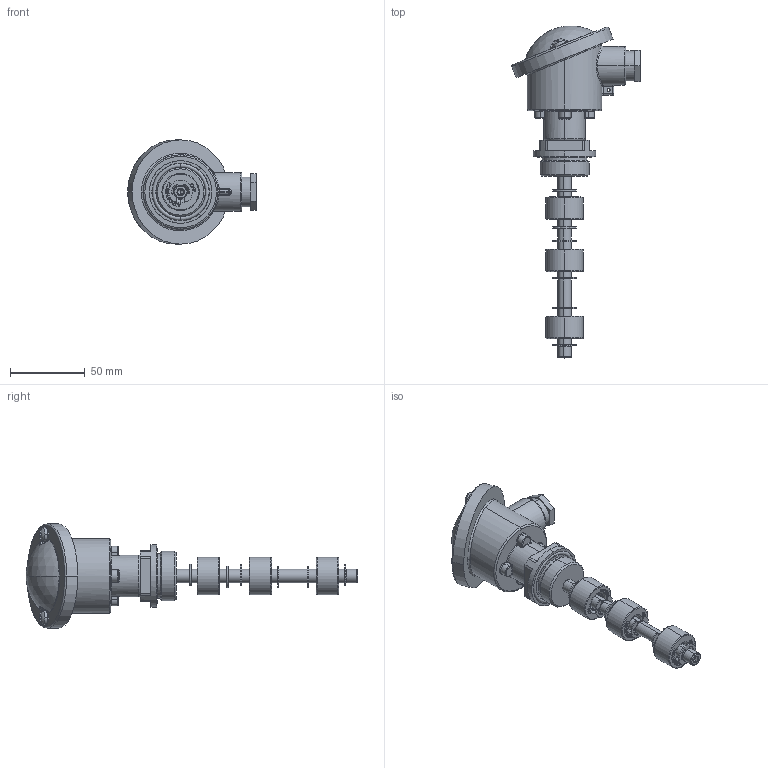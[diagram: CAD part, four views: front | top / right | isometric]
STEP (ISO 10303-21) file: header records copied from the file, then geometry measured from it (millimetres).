
FILE_DESCRIPTION (( 'STEP AP214' ), '1' );
FILE_NAME ('P39D.STEP', '2020-02-12T15:55:43', ( '' ), ( '' ), 'SwSTEP 2.0', 'SolidWorks 2019', '' );
FILE_SCHEMA (( 'AUTOMOTIVE_DESIGN' ));
Length unit declared in the file: millimetre
Products named in the file (1): P39D
Bounding box: 86.34 x 222.73 x 70 mm (x, y, z)
Surface area: 38961.3 mm2 (no closed solid volume)
Topology: 0 solids, 105 shells, 546 faces, 3006 edges, 2516 vertices
Faces by surface type: plane 244, cylinder 184, torus 62, bspline 24, cone 16, sphere 16
Entity records: 46331 total; most frequent: CARTESIAN_POINT 18674, ORIENTED_EDGE 4007, DIRECTION 3938, EDGE_CURVE 2996, VERTEX_POINT 2516, LINE 1490, VECTOR 1490, AXIS2_PLACEMENT_3D 1224
